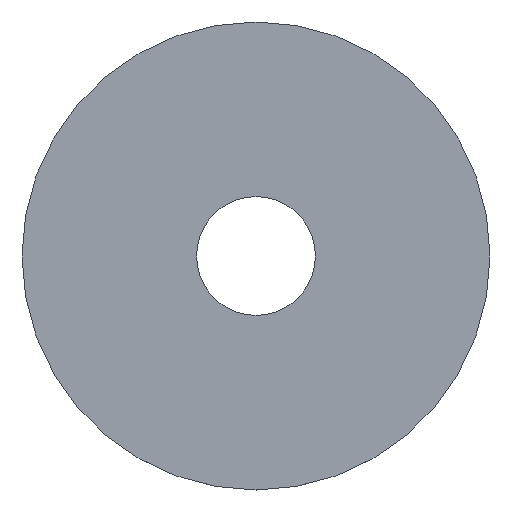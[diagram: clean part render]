
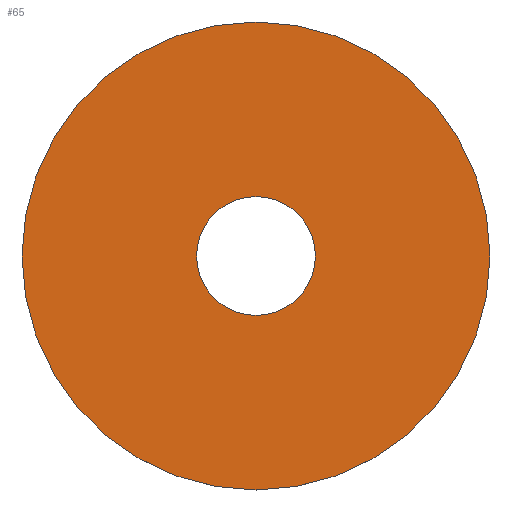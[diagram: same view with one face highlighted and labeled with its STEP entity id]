
A CAD part, top view. The second image highlights one B-rep face of the part: STEP entity #65.
In plain terms, the highlighted planar face has unit normal (0, 0, 1).
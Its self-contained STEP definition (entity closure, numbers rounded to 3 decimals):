
#8 = ORIENTED_EDGE ( 'NONE', *, *, #106, .T. ) ;
#13 = CARTESIAN_POINT ( 'NONE',  ( 0., 31.5, 1. ) ) ;
#15 = AXIS2_PLACEMENT_3D ( 'NONE', #144, #107, #168 ) ;
#24 = VERTEX_POINT ( 'NONE', #13 ) ;
#27 = EDGE_CURVE ( 'NONE', #24, #24, #37, .T. ) ;
#33 = EDGE_LOOP ( 'NONE', ( #8 ) ) ;
#37 = CIRCLE ( 'NONE', #134, 31.5 ) ;
#40 = VERTEX_POINT ( 'NONE', #79 ) ;
#45 = ORIENTED_EDGE ( 'NONE', *, *, #27, .F. ) ;
#49 = FACE_OUTER_BOUND ( 'NONE', #102, .T. ) ;
#60 = FACE_BOUND ( 'NONE', #33, .T. ) ;
#65 = ADVANCED_FACE ( 'NONE', ( #60, #49 ), #162, .T. ) ;
#71 = DIRECTION ( 'NONE',  ( 0., 0., -1. ) ) ;
#79 = CARTESIAN_POINT ( 'NONE',  ( 0., 8., 1. ) ) ;
#102 = EDGE_LOOP ( 'NONE', ( #45 ) ) ;
#104 = CARTESIAN_POINT ( 'NONE',  ( 0., 8., 1. ) ) ;
#106 = EDGE_CURVE ( 'NONE', #40, #40, #128, .T. ) ;
#107 = DIRECTION ( 'NONE',  ( 0., 0., -1. ) ) ;
#126 = DIRECTION ( 'NONE',  ( 0., -1., 0. ) ) ;
#128 = CIRCLE ( 'NONE', #15, 8. ) ;
#132 = DIRECTION ( 'NONE',  ( 0., 1., 0. ) ) ;
#134 = AXIS2_PLACEMENT_3D ( 'NONE', #154, #71, #132 ) ;
#144 = CARTESIAN_POINT ( 'NONE',  ( 0., 0., 1. ) ) ;
#150 = AXIS2_PLACEMENT_3D ( 'NONE', #104, #155, #126 ) ;
#154 = CARTESIAN_POINT ( 'NONE',  ( 0., 0., 1. ) ) ;
#155 = DIRECTION ( 'NONE',  ( 0., 0., 1. ) ) ;
#162 = PLANE ( 'NONE',  #150 ) ;
#168 = DIRECTION ( 'NONE',  ( 0., 1., 0. ) ) ;
